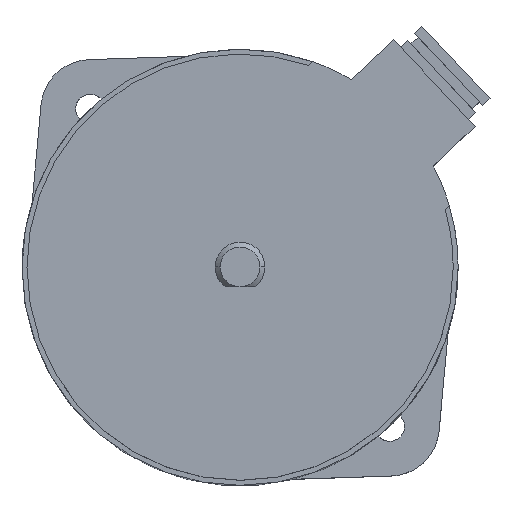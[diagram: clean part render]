
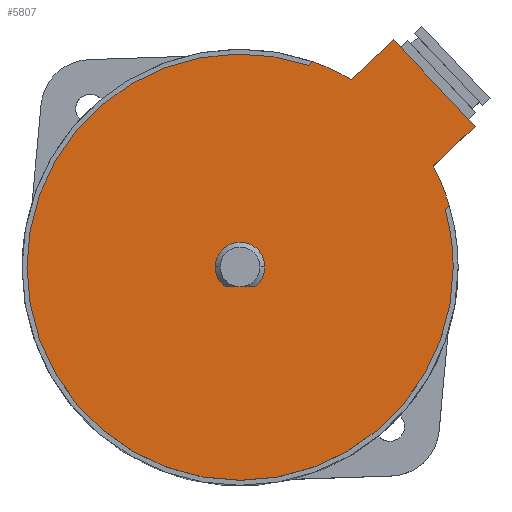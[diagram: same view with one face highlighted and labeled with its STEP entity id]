
A CAD part, top view. The second image highlights one B-rep face of the part: STEP entity #5807.
In plain terms, the highlighted planar face has unit normal (0, 0, 1).
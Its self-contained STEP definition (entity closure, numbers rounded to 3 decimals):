
#701 = FACE_BOUND ( 'NONE', #3125, .T. ) ;
#702 = FACE_OUTER_BOUND ( 'NONE', #3126, .T. ) ;
#1877 = VECTOR ( 'NONE', #7661, 1000. ) ;
#1880 = VECTOR ( 'NONE', #7659, 1000. ) ;
#1881 = VECTOR ( 'NONE', #7657, 1000. ) ;
#1885 = VECTOR ( 'NONE', #7655, 1000. ) ;
#1901 = AXIS2_PLACEMENT_3D ( 'NONE', #7634, #7635, #7636 ) ;
#1904 = CIRCLE ( 'NONE', #1901, 21.5 ) ;
#1906 = AXIS2_PLACEMENT_3D ( 'NONE', #7621, #7622, #7623 ) ;
#1908 = AXIS2_PLACEMENT_3D ( 'NONE', #7618, #7619, #7620 ) ;
#1913 = CIRCLE ( 'NONE', #1908, 2.5 ) ;
#1914 = AXIS2_PLACEMENT_3D ( 'NONE', #8843, #8844, #8845 ) ;
#1917 = CIRCLE ( 'NONE', #1914, 2.5 ) ;
#1922 = AXIS2_PLACEMENT_3D ( 'NONE', #8833, #8834, #8835 ) ;
#1926 = CIRCLE ( 'NONE', #1906, 21.5 ) ;
#1939 = VECTOR ( 'NONE', #8812, 1000. ) ;
#1945 = CIRCLE ( 'NONE', #1922, 22. ) ;
#1946 = AXIS2_PLACEMENT_3D ( 'NONE', #8805, #8806, #8807 ) ;
#1949 = CIRCLE ( 'NONE', #1951, 22. ) ;
#1951 = AXIS2_PLACEMENT_3D ( 'NONE', #8802, #8803, #8804 ) ;
#1955 = AXIS2_PLACEMENT_3D ( 'NONE', #8796, #8797, #8798 ) ;
#1956 = VECTOR ( 'NONE', #8795, 1000. ) ;
#1957 = CIRCLE ( 'NONE', #1955, 2.5 ) ;
#2838 = CIRCLE ( 'NONE', #1946, 21.5 ) ;
#3125 = EDGE_LOOP ( 'NONE', ( #9299, #9301, #9300, #9304 ) ) ;
#3126 = EDGE_LOOP ( 'NONE', ( #9302, #9266, #9305, #9264, #9265, #9263, #9262, #9260, #9261, #9259 ) ) ;
#3551 = LINE ( 'NONE', #8794, #1956 ) ;
#3552 = LINE ( 'NONE', #8811, #1939 ) ;
#3565 = LINE ( 'NONE', #7654, #1885 ) ;
#3566 = LINE ( 'NONE', #7656, #1881 ) ;
#3567 = LINE ( 'NONE', #7658, #1880 ) ;
#3568 = LINE ( 'NONE', #7660, #1877 ) ;
#5262 = EDGE_CURVE ( 'NONE', #9543, #9555, #3551, .T. ) ;
#5263 = EDGE_CURVE ( 'NONE', #9554, #9530, #1957, .T. ) ;
#5265 = EDGE_CURVE ( 'NONE', #9548, #9547, #1949, .T. ) ;
#5266 = EDGE_CURVE ( 'NONE', #9555, #9537, #2838, .T. ) ;
#5268 = EDGE_CURVE ( 'NONE', #9554, #9532, #3552, .T. ) ;
#5277 = EDGE_CURVE ( 'NONE', #9544, #9543, #1945, .T. ) ;
#5281 = EDGE_CURVE ( 'NONE', #9530, #9531, #1917, .T. ) ;
#5283 = EDGE_CURVE ( 'NONE', #9531, #9532, #1913, .T. ) ;
#5284 = EDGE_CURVE ( 'NONE', #9533, #9534, #1926, .T. ) ;
#5287 = EDGE_CURVE ( 'NONE', #9537, #9533, #1904, .T. ) ;
#5295 = EDGE_CURVE ( 'NONE', #9534, #9548, #3565, .T. ) ;
#5296 = EDGE_CURVE ( 'NONE', #9556, #9547, #3566, .T. ) ;
#5297 = EDGE_CURVE ( 'NONE', #9557, #9556, #3567, .T. ) ;
#5298 = EDGE_CURVE ( 'NONE', #9557, #9544, #3568, .T. ) ;
#5352 = AXIS2_PLACEMENT_3D ( 'NONE', #7932, #7933, #7934 ) ;
#5807 = ADVANCED_FACE ( 'NONE', ( #701, #702 ), #7931, .T. ) ;
#7618 = CARTESIAN_POINT ( 'NONE',  ( -1.861, 2.663, 28. ) ) ;
#7619 = DIRECTION ( 'NONE',  ( 0., 0., 1. ) ) ;
#7620 = DIRECTION ( 'NONE',  ( 1., 0., 0. ) ) ;
#7621 = CARTESIAN_POINT ( 'NONE',  ( -1.861, 2.663, 28. ) ) ;
#7622 = DIRECTION ( 'NONE',  ( 0., 0., 1. ) ) ;
#7623 = DIRECTION ( 'NONE',  ( 1., 0., 0. ) ) ;
#7634 = CARTESIAN_POINT ( 'NONE',  ( -1.861, 2.663, 28. ) ) ;
#7635 = DIRECTION ( 'NONE',  ( 0., 0., 1. ) ) ;
#7636 = DIRECTION ( 'NONE',  ( 1., 0., 0. ) ) ;
#7654 = CARTESIAN_POINT ( 'NONE',  ( 19.236, 8.902, 28. ) ) ;
#7655 = DIRECTION ( 'NONE',  ( 0.727, 0.686, 0. ) ) ;
#7656 = CARTESIAN_POINT ( 'NONE',  ( 21.854, 16.87, 28. ) ) ;
#7657 = DIRECTION ( 'NONE',  ( -0.727, -0.686, 0. ) ) ;
#7658 = CARTESIAN_POINT ( 'NONE',  ( 13.62, 25.6, 28. ) ) ;
#7659 = DIRECTION ( 'NONE',  ( 0.686, -0.727, 0. ) ) ;
#7660 = CARTESIAN_POINT ( 'NONE',  ( 13.62, 25.6, 28. ) ) ;
#7661 = DIRECTION ( 'NONE',  ( -0.727, -0.686, 0. ) ) ;
#7931 = PLANE ( 'NONE',  #5352 ) ;
#7932 = CARTESIAN_POINT ( 'NONE',  ( -1.861, 2.663, 28. ) ) ;
#7933 = DIRECTION ( 'NONE',  ( 0., 0., 1. ) ) ;
#7934 = DIRECTION ( 'NONE',  ( 1., 0., 0. ) ) ;
#8794 = CARTESIAN_POINT ( 'NONE',  ( 5.466, 23.407, 28. ) ) ;
#8795 = DIRECTION ( 'NONE',  ( -0.727, -0.686, 0. ) ) ;
#8796 = CARTESIAN_POINT ( 'NONE',  ( -1.861, 2.663, 28. ) ) ;
#8797 = DIRECTION ( 'NONE',  ( 0., 0., 1. ) ) ;
#8798 = DIRECTION ( 'NONE',  ( 1., 0., 0. ) ) ;
#8802 = CARTESIAN_POINT ( 'NONE',  ( -1.861, 2.663, 28. ) ) ;
#8803 = DIRECTION ( 'NONE',  ( 0., 0., 1. ) ) ;
#8804 = DIRECTION ( 'NONE',  ( 1., 0., 0. ) ) ;
#8805 = CARTESIAN_POINT ( 'NONE',  ( -1.861, 2.663, 28. ) ) ;
#8806 = DIRECTION ( 'NONE',  ( 0., 0., 1. ) ) ;
#8807 = DIRECTION ( 'NONE',  ( 1., 0., 0. ) ) ;
#8811 = CARTESIAN_POINT ( 'NONE',  ( 6.469, 0.663, 28. ) ) ;
#8812 = DIRECTION ( 'NONE',  ( -1., 0., 0. ) ) ;
#8833 = CARTESIAN_POINT ( 'NONE',  ( -1.861, 2.663, 28. ) ) ;
#8834 = DIRECTION ( 'NONE',  ( 0., 0., 1. ) ) ;
#8835 = DIRECTION ( 'NONE',  ( 1., 0., 0. ) ) ;
#8843 = CARTESIAN_POINT ( 'NONE',  ( -1.861, 2.663, 28. ) ) ;
#8844 = DIRECTION ( 'NONE',  ( 0., 0., 1. ) ) ;
#8845 = DIRECTION ( 'NONE',  ( 1., 0., 0. ) ) ;
#9259 = ORIENTED_EDGE ( 'NONE', *, *, #5277, .T. ) ;
#9260 = ORIENTED_EDGE ( 'NONE', *, *, #5297, .F. ) ;
#9261 = ORIENTED_EDGE ( 'NONE', *, *, #5298, .T. ) ;
#9262 = ORIENTED_EDGE ( 'NONE', *, *, #5296, .F. ) ;
#9263 = ORIENTED_EDGE ( 'NONE', *, *, #5265, .T. ) ;
#9264 = ORIENTED_EDGE ( 'NONE', *, *, #5284, .T. ) ;
#9265 = ORIENTED_EDGE ( 'NONE', *, *, #5295, .T. ) ;
#9266 = ORIENTED_EDGE ( 'NONE', *, *, #5266, .T. ) ;
#9299 = ORIENTED_EDGE ( 'NONE', *, *, #5263, .F. ) ;
#9300 = ORIENTED_EDGE ( 'NONE', *, *, #5283, .F. ) ;
#9301 = ORIENTED_EDGE ( 'NONE', *, *, #5268, .T. ) ;
#9302 = ORIENTED_EDGE ( 'NONE', *, *, #5262, .T. ) ;
#9304 = ORIENTED_EDGE ( 'NONE', *, *, #5281, .F. ) ;
#9305 = ORIENTED_EDGE ( 'NONE', *, *, #5287, .T. ) ;
#9530 = VERTEX_POINT ( 'NONE', #10852 ) ;
#9531 = VERTEX_POINT ( 'NONE', #10853 ) ;
#9532 = VERTEX_POINT ( 'NONE', #10854 ) ;
#9533 = VERTEX_POINT ( 'NONE', #10855 ) ;
#9534 = VERTEX_POINT ( 'NONE', #10856 ) ;
#9537 = VERTEX_POINT ( 'NONE', #10859 ) ;
#9543 = VERTEX_POINT ( 'NONE', #10865 ) ;
#9544 = VERTEX_POINT ( 'NONE', #10866 ) ;
#9547 = VERTEX_POINT ( 'NONE', #10869 ) ;
#9548 = VERTEX_POINT ( 'NONE', #10870 ) ;
#9554 = VERTEX_POINT ( 'NONE', #10876 ) ;
#9555 = VERTEX_POINT ( 'NONE', #10877 ) ;
#9556 = VERTEX_POINT ( 'NONE', #10878 ) ;
#9557 = VERTEX_POINT ( 'NONE', #10879 ) ;
#10852 = CARTESIAN_POINT ( 'NONE',  ( 0.639, 2.663, 28. ) ) ;
#10853 = CARTESIAN_POINT ( 'NONE',  ( -4.361, 2.663, 28. ) ) ;
#10854 = CARTESIAN_POINT ( 'NONE',  ( -3.361, 0.663, 28. ) ) ;
#10855 = CARTESIAN_POINT ( 'NONE',  ( 19.639, 2.663, 28. ) ) ;
#10856 = CARTESIAN_POINT ( 'NONE',  ( 18.827, 8.517, 28. ) ) ;
#10859 = CARTESIAN_POINT ( 'NONE',  ( -23.361, 2.663, 28. ) ) ;
#10865 = CARTESIAN_POINT ( 'NONE',  ( 5.466, 23.407, 28. ) ) ;
#10866 = CARTESIAN_POINT ( 'NONE',  ( 9.363, 21.585, 28. ) ) ;
#10869 = CARTESIAN_POINT ( 'NONE',  ( 17.623, 12.88, 28. ) ) ;
#10870 = CARTESIAN_POINT ( 'NONE',  ( 19.236, 8.902, 28. ) ) ;
#10876 = CARTESIAN_POINT ( 'NONE',  ( -0.361, 0.663, 28. ) ) ;
#10877 = CARTESIAN_POINT ( 'NONE',  ( 5.055, 23.02, 28. ) ) ;
#10878 = CARTESIAN_POINT ( 'NONE',  ( 21.854, 16.87, 28. ) ) ;
#10879 = CARTESIAN_POINT ( 'NONE',  ( 13.62, 25.6, 28. ) ) ;
